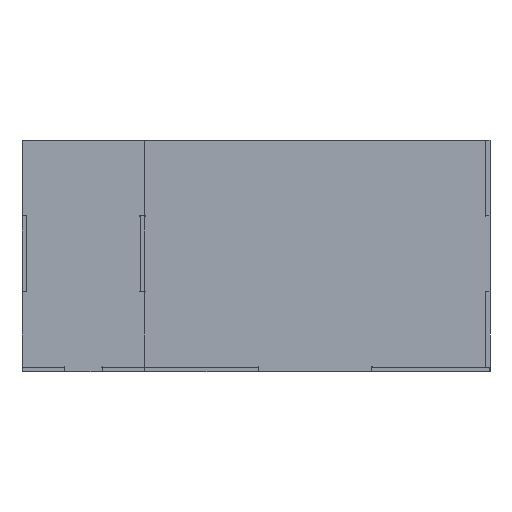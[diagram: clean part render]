
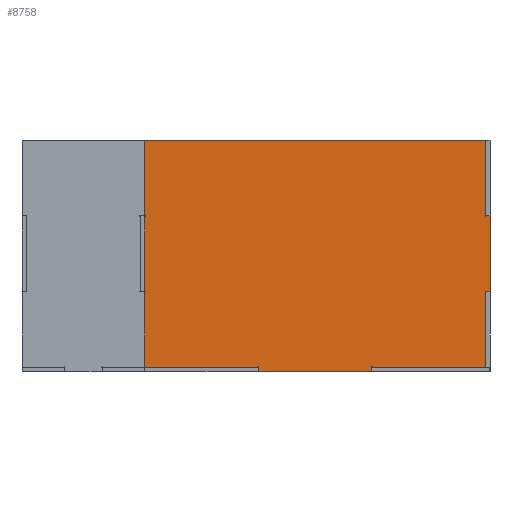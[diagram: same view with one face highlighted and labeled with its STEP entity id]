
A CAD part, left-side view. The second image highlights one B-rep face of the part: STEP entity #8758.
In plain terms, the highlighted face is planar.
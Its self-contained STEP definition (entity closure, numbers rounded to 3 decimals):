
#8469 = VERTEX_POINT('',#8470);
#8470 = CARTESIAN_POINT('',(4.,152.,200.));
#8476 = EDGE_CURVE('',#8469,#8477,#8479,.T.);
#8477 = VERTEX_POINT('',#8478);
#8478 = CARTESIAN_POINT('',(4.,-152.,200.));
#8479 = LINE('',#8480,#8481);
#8480 = CARTESIAN_POINT('',(4.,152.,200.));
#8481 = VECTOR('',#8482,1.);
#8482 = DIRECTION('',(0.,-1.,0.));
#8515 = VERTEX_POINT('',#8516);
#8516 = CARTESIAN_POINT('',(4.,152.,133.683));
#8522 = EDGE_CURVE('',#8515,#8469,#8523,.T.);
#8523 = LINE('',#8524,#8525);
#8524 = CARTESIAN_POINT('',(4.,152.,133.333));
#8525 = VECTOR('',#8526,1.);
#8526 = DIRECTION('',(0.,0.,1.));
#8538 = EDGE_CURVE('',#8477,#8539,#8541,.T.);
#8539 = VERTEX_POINT('',#8540);
#8540 = CARTESIAN_POINT('',(4.,-152.,133.333));
#8541 = LINE('',#8542,#8543);
#8542 = CARTESIAN_POINT('',(4.,-152.,200.));
#8543 = VECTOR('',#8544,1.);
#8544 = DIRECTION('',(0.,0.,-1.));
#8758 = ADVANCED_FACE('',(#8759),#8947,.T.);
#8759 = FACE_BOUND('',#8760,.T.);
#8760 = EDGE_LOOP('',(#8761,#8762,#8763,#8764,#8772,#8781,#8790,#8798,
    #8807,#8816,#8824,#8832,#8840,#8849,#8858,#8866,#8874,#8882,#8891,
    #8899,#8907,#8916,#8924,#8932,#8940));
#8761 = ORIENTED_EDGE('',*,*,#8522,.T.);
#8762 = ORIENTED_EDGE('',*,*,#8476,.T.);
#8763 = ORIENTED_EDGE('',*,*,#8538,.T.);
#8764 = ORIENTED_EDGE('',*,*,#8765,.T.);
#8765 = EDGE_CURVE('',#8539,#8766,#8768,.T.);
#8766 = VERTEX_POINT('',#8767);
#8767 = CARTESIAN_POINT('',(4.,-148.35,133.333));
#8768 = LINE('',#8769,#8770);
#8769 = CARTESIAN_POINT('',(4.,-152.,133.333));
#8770 = VECTOR('',#8771,1.);
#8771 = DIRECTION('',(0.,1.,0.));
#8772 = ORIENTED_EDGE('',*,*,#8773,.T.);
#8773 = EDGE_CURVE('',#8766,#8774,#8776,.T.);
#8774 = VERTEX_POINT('',#8775);
#8775 = CARTESIAN_POINT('',(4.,-147.65,133.333));
#8776 = CIRCLE('',#8777,0.35);
#8777 = AXIS2_PLACEMENT_3D('',#8778,#8779,#8780);
#8778 = CARTESIAN_POINT('',(4.,-148.,133.333));
#8779 = DIRECTION('',(-1.,0.,0.));
#8780 = DIRECTION('',(0.,1.,0.));
#8781 = ORIENTED_EDGE('',*,*,#8782,.T.);
#8782 = EDGE_CURVE('',#8774,#8783,#8785,.T.);
#8783 = VERTEX_POINT('',#8784);
#8784 = CARTESIAN_POINT('',(4.,-148.,132.983));
#8785 = CIRCLE('',#8786,0.35);
#8786 = AXIS2_PLACEMENT_3D('',#8787,#8788,#8789);
#8787 = CARTESIAN_POINT('',(4.,-148.,133.333));
#8788 = DIRECTION('',(-1.,0.,0.));
#8789 = DIRECTION('',(0.,1.,0.));
#8790 = ORIENTED_EDGE('',*,*,#8791,.T.);
#8791 = EDGE_CURVE('',#8783,#8792,#8794,.T.);
#8792 = VERTEX_POINT('',#8793);
#8793 = CARTESIAN_POINT('',(4.,-148.,67.017));
#8794 = LINE('',#8795,#8796);
#8795 = CARTESIAN_POINT('',(4.,-148.,133.333));
#8796 = VECTOR('',#8797,1.);
#8797 = DIRECTION('',(0.,0.,-1.));
#8798 = ORIENTED_EDGE('',*,*,#8799,.T.);
#8799 = EDGE_CURVE('',#8792,#8800,#8802,.T.);
#8800 = VERTEX_POINT('',#8801);
#8801 = CARTESIAN_POINT('',(4.,-147.65,66.667));
#8802 = CIRCLE('',#8803,0.35);
#8803 = AXIS2_PLACEMENT_3D('',#8804,#8805,#8806);
#8804 = CARTESIAN_POINT('',(4.,-148.,66.667));
#8805 = DIRECTION('',(-1.,0.,0.));
#8806 = DIRECTION('',(0.,1.,0.));
#8807 = ORIENTED_EDGE('',*,*,#8808,.T.);
#8808 = EDGE_CURVE('',#8800,#8809,#8811,.T.);
#8809 = VERTEX_POINT('',#8810);
#8810 = CARTESIAN_POINT('',(4.,-148.35,66.667));
#8811 = CIRCLE('',#8812,0.35);
#8812 = AXIS2_PLACEMENT_3D('',#8813,#8814,#8815);
#8813 = CARTESIAN_POINT('',(4.,-148.,66.667));
#8814 = DIRECTION('',(-1.,0.,0.));
#8815 = DIRECTION('',(0.,1.,0.));
#8816 = ORIENTED_EDGE('',*,*,#8817,.T.);
#8817 = EDGE_CURVE('',#8809,#8818,#8820,.T.);
#8818 = VERTEX_POINT('',#8819);
#8819 = CARTESIAN_POINT('',(4.,-152.,66.667));
#8820 = LINE('',#8821,#8822);
#8821 = CARTESIAN_POINT('',(4.,-148.,66.667));
#8822 = VECTOR('',#8823,1.);
#8823 = DIRECTION('',(0.,-1.,0.));
#8824 = ORIENTED_EDGE('',*,*,#8825,.T.);
#8825 = EDGE_CURVE('',#8818,#8826,#8828,.T.);
#8826 = VERTEX_POINT('',#8827);
#8827 = CARTESIAN_POINT('',(4.,-152.,0.));
#8828 = LINE('',#8829,#8830);
#8829 = CARTESIAN_POINT('',(4.,-152.,66.667));
#8830 = VECTOR('',#8831,1.);
#8831 = DIRECTION('',(0.,0.,-1.));
#8832 = ORIENTED_EDGE('',*,*,#8833,.T.);
#8833 = EDGE_CURVE('',#8826,#8834,#8836,.T.);
#8834 = VERTEX_POINT('',#8835);
#8835 = CARTESIAN_POINT('',(4.,-48.35,0.));
#8836 = LINE('',#8837,#8838);
#8837 = CARTESIAN_POINT('',(4.,-152.,0.));
#8838 = VECTOR('',#8839,1.);
#8839 = DIRECTION('',(0.,1.,0.));
#8840 = ORIENTED_EDGE('',*,*,#8841,.T.);
#8841 = EDGE_CURVE('',#8834,#8842,#8844,.T.);
#8842 = VERTEX_POINT('',#8843);
#8843 = CARTESIAN_POINT('',(4.,-47.65,0.));
#8844 = CIRCLE('',#8845,0.35);
#8845 = AXIS2_PLACEMENT_3D('',#8846,#8847,#8848);
#8846 = CARTESIAN_POINT('',(4.,-48.,0.));
#8847 = DIRECTION('',(-1.,0.,0.));
#8848 = DIRECTION('',(0.,1.,0.));
#8849 = ORIENTED_EDGE('',*,*,#8850,.T.);
#8850 = EDGE_CURVE('',#8842,#8851,#8853,.T.);
#8851 = VERTEX_POINT('',#8852);
#8852 = CARTESIAN_POINT('',(4.,-48.,-0.35));
#8853 = CIRCLE('',#8854,0.35);
#8854 = AXIS2_PLACEMENT_3D('',#8855,#8856,#8857);
#8855 = CARTESIAN_POINT('',(4.,-48.,0.));
#8856 = DIRECTION('',(-1.,0.,0.));
#8857 = DIRECTION('',(0.,1.,0.));
#8858 = ORIENTED_EDGE('',*,*,#8859,.T.);
#8859 = EDGE_CURVE('',#8851,#8860,#8862,.T.);
#8860 = VERTEX_POINT('',#8861);
#8861 = CARTESIAN_POINT('',(4.,-48.,-4.));
#8862 = LINE('',#8863,#8864);
#8863 = CARTESIAN_POINT('',(4.,-48.,0.));
#8864 = VECTOR('',#8865,1.);
#8865 = DIRECTION('',(0.,0.,-1.));
#8866 = ORIENTED_EDGE('',*,*,#8867,.T.);
#8867 = EDGE_CURVE('',#8860,#8868,#8870,.T.);
#8868 = VERTEX_POINT('',#8869);
#8869 = CARTESIAN_POINT('',(4.,52.,-4.));
#8870 = LINE('',#8871,#8872);
#8871 = CARTESIAN_POINT('',(4.,-48.,-4.));
#8872 = VECTOR('',#8873,1.);
#8873 = DIRECTION('',(0.,1.,0.));
#8874 = ORIENTED_EDGE('',*,*,#8875,.T.);
#8875 = EDGE_CURVE('',#8868,#8876,#8878,.T.);
#8876 = VERTEX_POINT('',#8877);
#8877 = CARTESIAN_POINT('',(4.,52.,-0.35));
#8878 = LINE('',#8879,#8880);
#8879 = CARTESIAN_POINT('',(4.,52.,-4.));
#8880 = VECTOR('',#8881,1.);
#8881 = DIRECTION('',(0.,0.,1.));
#8882 = ORIENTED_EDGE('',*,*,#8883,.T.);
#8883 = EDGE_CURVE('',#8876,#8884,#8886,.T.);
#8884 = VERTEX_POINT('',#8885);
#8885 = CARTESIAN_POINT('',(4.,52.35,0.));
#8886 = CIRCLE('',#8887,0.35);
#8887 = AXIS2_PLACEMENT_3D('',#8888,#8889,#8890);
#8888 = CARTESIAN_POINT('',(4.,52.,0.));
#8889 = DIRECTION('',(-1.,0.,0.));
#8890 = DIRECTION('',(0.,1.,0.));
#8891 = ORIENTED_EDGE('',*,*,#8892,.T.);
#8892 = EDGE_CURVE('',#8884,#8893,#8895,.T.);
#8893 = VERTEX_POINT('',#8894);
#8894 = CARTESIAN_POINT('',(4.,152.,0.));
#8895 = LINE('',#8896,#8897);
#8896 = CARTESIAN_POINT('',(4.,52.,0.));
#8897 = VECTOR('',#8898,1.);
#8898 = DIRECTION('',(0.,1.,0.));
#8899 = ORIENTED_EDGE('',*,*,#8900,.T.);
#8900 = EDGE_CURVE('',#8893,#8901,#8903,.T.);
#8901 = VERTEX_POINT('',#8902);
#8902 = CARTESIAN_POINT('',(4.,152.,66.317));
#8903 = LINE('',#8904,#8905);
#8904 = CARTESIAN_POINT('',(4.,152.,0.));
#8905 = VECTOR('',#8906,1.);
#8906 = DIRECTION('',(0.,0.,1.));
#8907 = ORIENTED_EDGE('',*,*,#8908,.T.);
#8908 = EDGE_CURVE('',#8901,#8909,#8911,.T.);
#8909 = VERTEX_POINT('',#8910);
#8910 = CARTESIAN_POINT('',(4.,152.35,66.667));
#8911 = CIRCLE('',#8912,0.35);
#8912 = AXIS2_PLACEMENT_3D('',#8913,#8914,#8915);
#8913 = CARTESIAN_POINT('',(4.,152.,66.667));
#8914 = DIRECTION('',(-1.,0.,0.));
#8915 = DIRECTION('',(0.,1.,0.));
#8916 = ORIENTED_EDGE('',*,*,#8917,.T.);
#8917 = EDGE_CURVE('',#8909,#8918,#8920,.T.);
#8918 = VERTEX_POINT('',#8919);
#8919 = CARTESIAN_POINT('',(4.,156.,66.667));
#8920 = LINE('',#8921,#8922);
#8921 = CARTESIAN_POINT('',(4.,152.,66.667));
#8922 = VECTOR('',#8923,1.);
#8923 = DIRECTION('',(0.,1.,0.));
#8924 = ORIENTED_EDGE('',*,*,#8925,.T.);
#8925 = EDGE_CURVE('',#8918,#8926,#8928,.T.);
#8926 = VERTEX_POINT('',#8927);
#8927 = CARTESIAN_POINT('',(4.,156.,133.333));
#8928 = LINE('',#8929,#8930);
#8929 = CARTESIAN_POINT('',(4.,156.,66.667));
#8930 = VECTOR('',#8931,1.);
#8931 = DIRECTION('',(0.,0.,1.));
#8932 = ORIENTED_EDGE('',*,*,#8933,.T.);
#8933 = EDGE_CURVE('',#8926,#8934,#8936,.T.);
#8934 = VERTEX_POINT('',#8935);
#8935 = CARTESIAN_POINT('',(4.,152.35,133.333));
#8936 = LINE('',#8937,#8938);
#8937 = CARTESIAN_POINT('',(4.,156.,133.333));
#8938 = VECTOR('',#8939,1.);
#8939 = DIRECTION('',(0.,-1.,0.));
#8940 = ORIENTED_EDGE('',*,*,#8941,.T.);
#8941 = EDGE_CURVE('',#8934,#8515,#8942,.T.);
#8942 = CIRCLE('',#8943,0.35);
#8943 = AXIS2_PLACEMENT_3D('',#8944,#8945,#8946);
#8944 = CARTESIAN_POINT('',(4.,152.,133.333));
#8945 = DIRECTION('',(-1.,0.,0.));
#8946 = DIRECTION('',(0.,1.,0.));
#8947 = PLANE('',#8948);
#8948 = AXIS2_PLACEMENT_3D('',#8949,#8950,#8951);
#8949 = CARTESIAN_POINT('',(4.,0.563,98.822));
#8950 = DIRECTION('',(1.,0.,0.));
#8951 = DIRECTION('',(0.,0.,1.));
